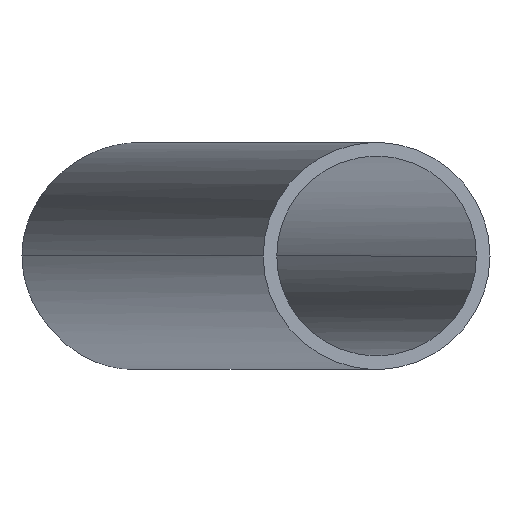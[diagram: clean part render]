
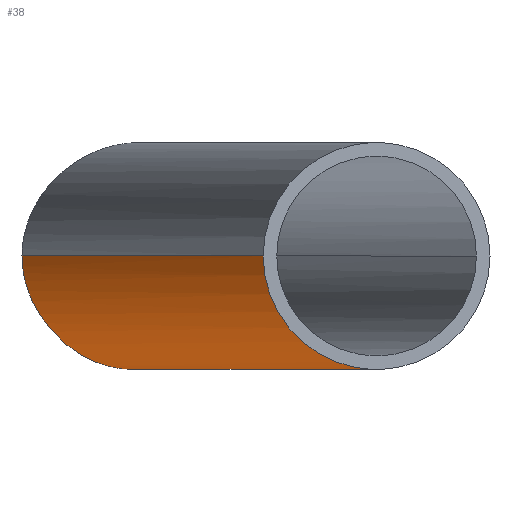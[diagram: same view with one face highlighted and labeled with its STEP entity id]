
A CAD part, left-side view. The second image highlights one B-rep face of the part: STEP entity #38.
In plain terms, the highlighted cylindrical face has radius 12.5 mm (diameter 25 mm), a partial arc.
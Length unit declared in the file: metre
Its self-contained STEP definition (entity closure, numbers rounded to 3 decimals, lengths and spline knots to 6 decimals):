
#38=ADVANCED_FACE('0:46',(#73),#74,.T.);
#73=FACE_OUTER_BOUND('',#103,.T.);
#74=CYLINDRICAL_SURFACE('',#104,0.0125);
#103=EDGE_LOOP('',(#148,#149,#150,#151,#152,#153));
#104=AXIS2_PLACEMENT_3D('',#154,#155,#156);
#148=ORIENTED_EDGE('',*,*,#191,.T.);
#149=ORIENTED_EDGE('',*,*,#210,.T.);
#150=ORIENTED_EDGE('',*,*,#211,.F.);
#151=ORIENTED_EDGE('',*,*,#194,.T.);
#152=ORIENTED_EDGE('',*,*,#212,.T.);
#153=ORIENTED_EDGE('',*,*,#213,.F.);
#154=CARTESIAN_POINT('',(-199.889884,-15.813264,-0.003801));
#155=DIRECTION('',(0.997,0.08,0.));
#156=DIRECTION('',(0.08,-0.997,0.));
#191=EDGE_CURVE('',#221,#222,#223,.T.);
#194=EDGE_CURVE('',#228,#226,#229,.T.);
#210=EDGE_CURVE('0:91',#222,#254,#255,.T.);
#211=EDGE_CURVE('0:82',#228,#254,#256,.T.);
#212=EDGE_CURVE('0:97',#226,#257,#258,.T.);
#213=EDGE_CURVE('0:100',#221,#257,#259,.F.);
#221=VERTEX_POINT('',#267);
#222=VERTEX_POINT('',#268);
#223=LINE('',#269,#270);
#226=VERTEX_POINT('',#285);
#228=VERTEX_POINT('',#314);
#229=LINE('',#315,#316);
#254=VERTEX_POINT('',#407);
#255=ELLIPSE('',#408,0.01251,0.0125);
#256=ELLIPSE('',#409,0.01251,0.0125);
#257=VERTEX_POINT('',#410);
#258=B_SPLINE_CURVE_WITH_KNOTS('',3,(#411,#412,#413,#414,#415,#416,#417,#418,#419,#420,#421,#422,#423),.UNSPECIFIED.,.F.,.F.,(4,3,3,3,4),(0.0,3.419147,7.300391,12.534085,14.235261),.UNSPECIFIED.);
#259=B_SPLINE_CURVE_WITH_KNOTS('',5,(#424,#425,#426,#427,#428,#429,#430,#431,#432,#433,#434,#435,#436,#437,#438,#439,#440,#441,#442,#443,#444,#445,#446),.UNSPECIFIED.,.F.,.F.,(6,3,5,3,3,3,6),(-46.066728,-38.289954,-31.437988,-25.413293,-15.580989,-9.87885,-0.0),.UNSPECIFIED.);
#267=CARTESIAN_POINT('',(-0.015,0.16626,-0.003597));
#268=CARTESIAN_POINT('',(-0.340501,0.140216,-0.003598));
#269=CARTESIAN_POINT('',(-0.173872,0.153549,-0.003597));
#270=VECTOR('',#453,1.0);
#285=CARTESIAN_POINT('',(-0.009262,0.191799,-0.003597));
#314=CARTESIAN_POINT('',(-0.341499,0.165216,-0.003597));
#315=CARTESIAN_POINT('',(-0.175865,0.178469,-0.003597));
#316=VECTOR('',#454,1.0);
#407=CARTESIAN_POINT('',(-0.341,0.152717,-0.016097));
#408=AXIS2_PLACEMENT_3D('',#475,#476,#477);
#409=AXIS2_PLACEMENT_3D('',#478,#479,#480);
#410=CARTESIAN_POINT('',(-0.012467,0.188342,-0.011939));
#411=CARTESIAN_POINT('',(-0.009262,0.191799,-0.003597));
#412=CARTESIAN_POINT('',(-0.009262,0.191799,-0.00436));
#413=CARTESIAN_POINT('',(-0.009366,0.191719,-0.005128));
#414=CARTESIAN_POINT('',(-0.00955,0.191567,-0.00587));
#415=CARTESIAN_POINT('',(-0.00976,0.191394,-0.006712));
#416=CARTESIAN_POINT('',(-0.010068,0.19113,-0.007518));
#417=CARTESIAN_POINT('',(-0.010416,0.190794,-0.008278));
#418=CARTESIAN_POINT('',(-0.010885,0.190341,-0.009303));
#419=CARTESIAN_POINT('',(-0.011426,0.189758,-0.01025));
#420=CARTESIAN_POINT('',(-0.011955,0.18906,-0.011118));
#421=CARTESIAN_POINT('',(-0.012127,0.188833,-0.0114));
#422=CARTESIAN_POINT('',(-0.012298,0.188593,-0.011674));
#423=CARTESIAN_POINT('',(-0.012467,0.188342,-0.011939));
#424=CARTESIAN_POINT('',(-0.012467,0.188342,-0.011939));
#425=CARTESIAN_POINT('',(-0.011964,0.187707,-0.01269));
#426=CARTESIAN_POINT('',(-0.011429,0.187004,-0.013367));
#427=CARTESIAN_POINT('',(-0.010879,0.186238,-0.013968));
#428=CARTESIAN_POINT('',(-0.009851,0.184679,-0.014952));
#429=CARTESIAN_POINT('',(-0.008977,0.18287,-0.015629));
#430=CARTESIAN_POINT('',(-0.008623,0.181963,-0.015875));
#431=CARTESIAN_POINT('',(-0.008397,0.18099,-0.016027));
#432=CARTESIAN_POINT('',(-0.008318,0.18,-0.016079));
#433=CARTESIAN_POINT('',(-0.008248,0.17913,-0.016126));
#434=CARTESIAN_POINT('',(-0.008292,0.178246,-0.016096));
#435=CARTESIAN_POINT('',(-0.00846,0.177382,-0.015988));
#436=CARTESIAN_POINT('',(-0.009101,0.175212,-0.015545));
#437=CARTESIAN_POINT('',(-0.010108,0.173293,-0.014728));
#438=CARTESIAN_POINT('',(-0.010763,0.172197,-0.01411));
#439=CARTESIAN_POINT('',(-0.011806,0.170592,-0.01295));
#440=CARTESIAN_POINT('',(-0.012768,0.169231,-0.011509));
#441=CARTESIAN_POINT('',(-0.013104,0.168767,-0.010942));
#442=CARTESIAN_POINT('',(-0.013958,0.167608,-0.009297));
#443=CARTESIAN_POINT('',(-0.01459,0.166786,-0.007414));
#444=CARTESIAN_POINT('',(-0.014868,0.166429,-0.006143));
#445=CARTESIAN_POINT('',(-0.015,0.16626,-0.004855));
#446=CARTESIAN_POINT('',(-0.015,0.16626,-0.003597));
#453=DIRECTION('',(-0.997,-0.08,0.));
#454=DIRECTION('',(0.997,0.08,0.));
#475=CARTESIAN_POINT('',(-0.341,0.152716,-0.003597));
#476=DIRECTION('',(0.999,0.04,0.));
#477=DIRECTION('',(0.04,-0.999,0.));
#478=CARTESIAN_POINT('',(-0.341,0.152716,-0.003597));
#479=DIRECTION('',(-0.999,-0.04,0.));
#480=DIRECTION('',(-0.04,0.999,0.));
